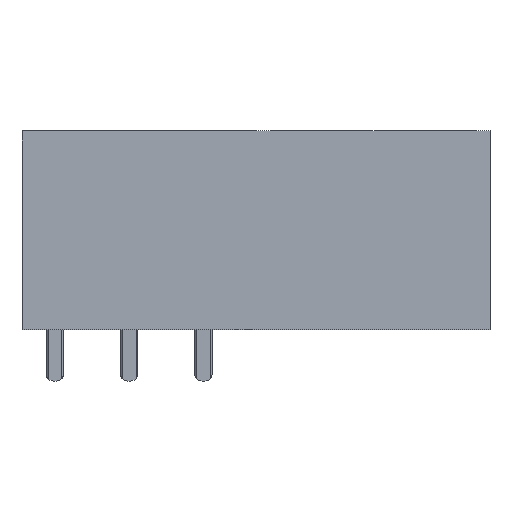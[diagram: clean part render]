
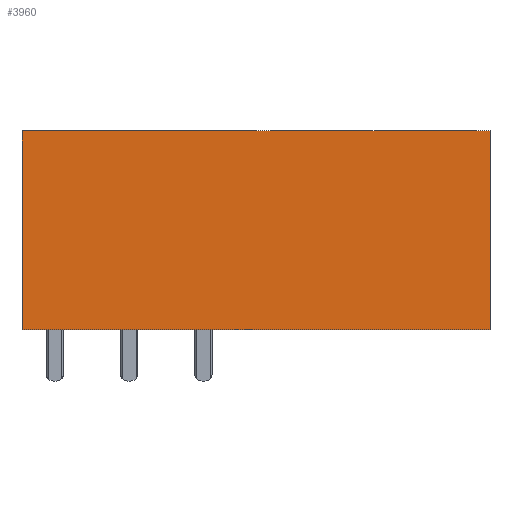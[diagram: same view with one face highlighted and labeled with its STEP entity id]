
A CAD part, left-side view. The second image highlights one B-rep face of the part: STEP entity #3960.
In plain terms, the highlighted planar face has unit normal (-1, 0, 0).
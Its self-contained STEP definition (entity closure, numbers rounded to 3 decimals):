
#3933=AXIS2_PLACEMENT_3D('Plane Axis2P3D',#3930,#3931,#3932) ;
#872=CARTESIAN_POINT('Vertex',(0.,0.,17.1)) ;
#875=CARTESIAN_POINT('Line Origine',(0.,0.,10.3)) ;
#879=CARTESIAN_POINT('Vertex',(0.,0.,3.5)) ;
#3930=CARTESIAN_POINT('Axis2P3D Location',(0.,0.,0.)) ;
#3935=CARTESIAN_POINT('Line Origine',(0.,16.,17.1)) ;
#3939=CARTESIAN_POINT('Vertex',(0.,32.,17.1)) ;
#3942=CARTESIAN_POINT('Line Origine',(0.,32.,10.3)) ;
#3946=CARTESIAN_POINT('Vertex',(0.,32.,3.5)) ;
#3949=CARTESIAN_POINT('Line Origine',(0.,16.,3.5)) ;
#876=DIRECTION('Vector Direction',(0.,0.,-1.)) ;
#3931=DIRECTION('Axis2P3D Direction',(-1.,0.,0.)) ;
#3932=DIRECTION('Axis2P3D XDirection',(0.,0.,1.)) ;
#3936=DIRECTION('Vector Direction',(0.,-1.,0.)) ;
#3943=DIRECTION('Vector Direction',(0.,0.,1.)) ;
#3950=DIRECTION('Vector Direction',(0.,1.,0.)) ;
#877=VECTOR('Line Direction',#876,1.) ;
#3937=VECTOR('Line Direction',#3936,1.) ;
#3944=VECTOR('Line Direction',#3943,1.) ;
#3951=VECTOR('Line Direction',#3950,1.) ;
#3955=ORIENTED_EDGE('',*,*,#881,.T.) ;
#3956=ORIENTED_EDGE('',*,*,#3941,.T.) ;
#3957=ORIENTED_EDGE('',*,*,#3948,.T.) ;
#3958=ORIENTED_EDGE('',*,*,#3953,.T.) ;
#3960=ADVANCED_FACE('Housing',(#3959),#3934,.T.) ;
#881=EDGE_CURVE('',#880,#873,#878,.F.) ;
#3941=EDGE_CURVE('',#873,#3940,#3938,.F.) ;
#3948=EDGE_CURVE('',#3940,#3947,#3945,.F.) ;
#3953=EDGE_CURVE('',#3947,#880,#3952,.F.) ;
#3954=EDGE_LOOP('',(#3955,#3956,#3957,#3958)) ;
#3959=FACE_OUTER_BOUND('',#3954,.T.) ;
#878=LINE('Line',#875,#877) ;
#3938=LINE('Line',#3935,#3937) ;
#3945=LINE('Line',#3942,#3944) ;
#3952=LINE('Line',#3949,#3951) ;
#3934=PLANE('',#3933) ;
#873=VERTEX_POINT('',#872) ;
#880=VERTEX_POINT('',#879) ;
#3940=VERTEX_POINT('',#3939) ;
#3947=VERTEX_POINT('',#3946) ;
